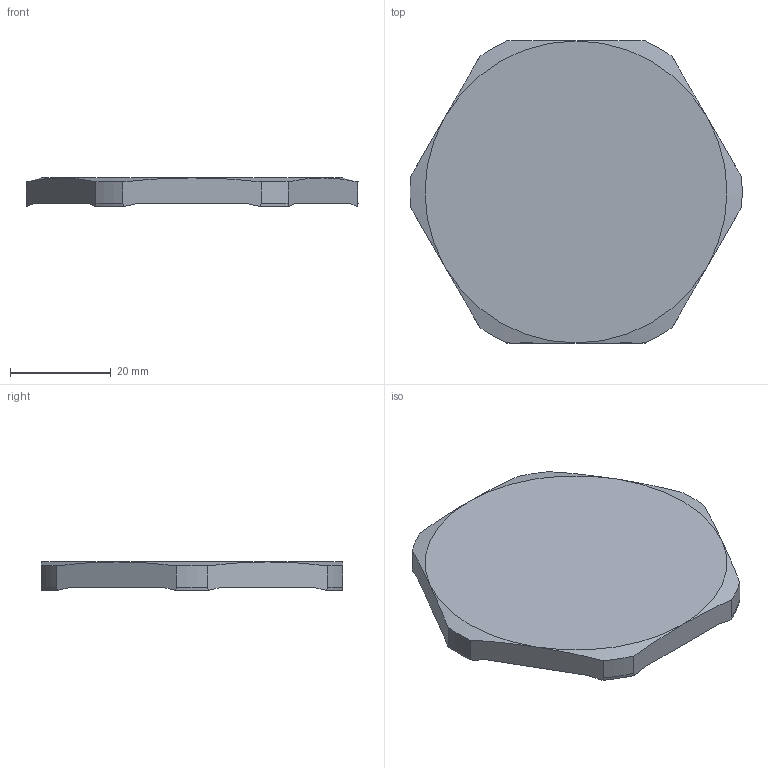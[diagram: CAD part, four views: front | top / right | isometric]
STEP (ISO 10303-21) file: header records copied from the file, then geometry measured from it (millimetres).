
FILE_DESCRIPTION((''),'2;1');
FILE_NAME('BSEL-09.stp','2011-05-05T15:55:23',('nursel'),(''),'Autodesk Inventor 2011','Autodesk Inventor 2011','');
FILE_SCHEMA(('AUTOMOTIVE_DESIGN { 1 0 10303 214 1 1 1 1 }'));
Length unit declared in the file: millimetre
Products named in the file (1): BSEL-09_Shrinkwrap_1
Bounding box: 65.97 x 60 x 5.6 mm (x, y, z)
Volume: 15380.4 mm3; surface area: 7164 mm2
Topology: 1 solids, 1 shells, 38 faces, 102 edges, 66 vertices
Faces by surface type: cone 18, plane 14, cylinder 6
Entity records: 1184 total; most frequent: CARTESIAN_POINT 279, ORIENTED_EDGE 204, DIRECTION 180, EDGE_CURVE 102, AXIS2_PLACEMENT_3D 75, VERTEX_POINT 66, EDGE_LOOP 38, FACE_OUTER_BOUND 38
